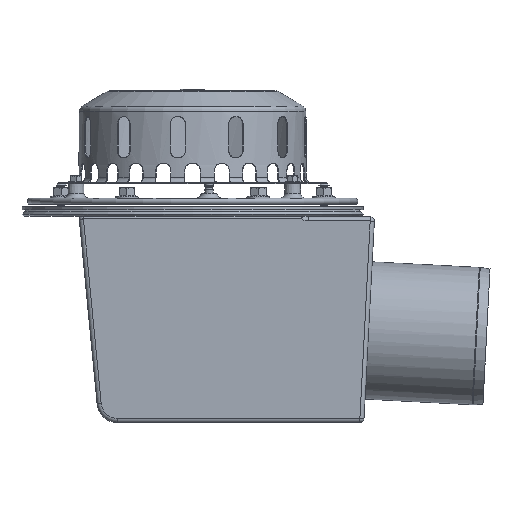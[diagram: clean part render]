
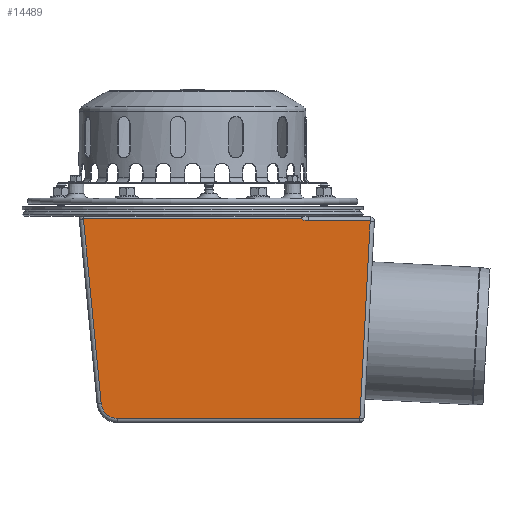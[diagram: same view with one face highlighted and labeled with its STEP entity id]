
A CAD part, front view. The second image highlights one B-rep face of the part: STEP entity #14489.
In plain terms, the highlighted planar face has unit normal (0, -1, 0).
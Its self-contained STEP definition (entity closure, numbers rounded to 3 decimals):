
#85=B_SPLINE_CURVE_WITH_KNOTS('',3,(#22615,#22616,#22617,#22618,#22619,
#22620,#22621),.UNSPECIFIED.,.F.,.F.,(4,1,1,1,4),(9.431,10.842,
11.896,14.004,16.112),.UNSPECIFIED.);
#1155=PLANE('',#15603);
#1576=FACE_OUTER_BOUND('',#2493,.T.);
#2493=EDGE_LOOP('',(#10238,#10239,#10240,#10241,#10242,#10243,#10244));
#3514=LINE('',#22632,#4348);
#3517=LINE('',#22639,#4351);
#3520=LINE('',#22646,#4354);
#3522=LINE('',#22654,#4356);
#3523=LINE('',#22664,#4357);
#4348=VECTOR('',#17843,1.);
#4351=VECTOR('',#17850,1.);
#4354=VECTOR('',#17859,1.);
#4356=VECTOR('',#17867,1.);
#4357=VECTOR('',#17880,1.);
#5196=CIRCLE('',#15590,16.);
#6105=VERTEX_POINT('',#22533);
#6108=VERTEX_POINT('',#22562);
#6109=VERTEX_POINT('',#22614);
#6111=VERTEX_POINT('',#22635);
#6113=VERTEX_POINT('',#22644);
#6116=VERTEX_POINT('',#22652);
#6118=VERTEX_POINT('',#22657);
#7638=EDGE_CURVE('',#6105,#6109,#85,.T.);
#7641=EDGE_CURVE('',#6109,#6108,#3514,.T.);
#7645=EDGE_CURVE('',#6108,#6111,#3517,.T.);
#7649=EDGE_CURVE('',#6113,#6105,#3520,.T.);
#7653=EDGE_CURVE('',#6116,#6113,#3522,.T.);
#7655=EDGE_CURVE('',#6118,#6116,#5196,.T.);
#7658=EDGE_CURVE('',#6111,#6118,#3523,.T.);
#10238=ORIENTED_EDGE('',*,*,#7638,.F.);
#10239=ORIENTED_EDGE('',*,*,#7649,.F.);
#10240=ORIENTED_EDGE('',*,*,#7653,.F.);
#10241=ORIENTED_EDGE('',*,*,#7655,.F.);
#10242=ORIENTED_EDGE('',*,*,#7658,.F.);
#10243=ORIENTED_EDGE('',*,*,#7645,.F.);
#10244=ORIENTED_EDGE('',*,*,#7641,.F.);
#14489=ADVANCED_FACE('',(#1576),#1155,.T.);
#15590=AXIS2_PLACEMENT_3D('',#22659,#17872,#17873);
#15603=AXIS2_PLACEMENT_3D('',#22690,#17905,#17906);
#17843=DIRECTION('',(1.,0.,0.));
#17850=DIRECTION('',(-0.052,0.,-0.999));
#17859=DIRECTION('',(1.,0.,0.));
#17867=DIRECTION('',(-0.096,0.,0.995));
#17872=DIRECTION('center_axis',(0.,1.,0.));
#17873=DIRECTION('ref_axis',(-0.672,0.,-0.74));
#17880=DIRECTION('',(-1.,0.,0.));
#17905=DIRECTION('center_axis',(0.,-1.,0.));
#17906=DIRECTION('ref_axis',(1.,0.,0.));
#22533=CARTESIAN_POINT('',(174.964,-110.,163.235));
#22562=CARTESIAN_POINT('',(241.285,-110.,161.235));
#22614=CARTESIAN_POINT('',(181.214,-110.,161.235));
#22615=CARTESIAN_POINT('Ctrl Pts',(174.964,-110.,163.235));
#22616=CARTESIAN_POINT('Ctrl Pts',(175.332,-110.,162.944));
#22617=CARTESIAN_POINT('Ctrl Pts',(176.025,-110.,162.496));
#22618=CARTESIAN_POINT('Ctrl Pts',(177.408,-110.,161.85));
#22619=CARTESIAN_POINT('Ctrl Pts',(179.106,-110.,161.365));
#22620=CARTESIAN_POINT('Ctrl Pts',(180.511,-110.,161.235));
#22621=CARTESIAN_POINT('Ctrl Pts',(181.214,-110.,161.235));
#22632=CARTESIAN_POINT('',(152.284,-110.,161.235));
#22635=CARTESIAN_POINT('',(231.275,-110.,-29.765));
#22639=CARTESIAN_POINT('',(240.81,-110.,152.183));
#22644=CARTESIAN_POINT('',(-36.096,-110.,163.235));
#22646=CARTESIAN_POINT('',(240.336,-110.,163.235));
#22652=CARTESIAN_POINT('',(-18.906,-110.,-15.298));
#22654=CARTESIAN_POINT('',(-34.565,-110.,147.328));
#22657=CARTESIAN_POINT('',(-2.979,-110.,-29.765));
#22659=CARTESIAN_POINT('Origin',(-2.979,-110.,-13.765));
#22664=CARTESIAN_POINT('',(116.044,-110.,-29.765));
#22690=CARTESIAN_POINT('Origin',(235.067,-110.,157.235));
